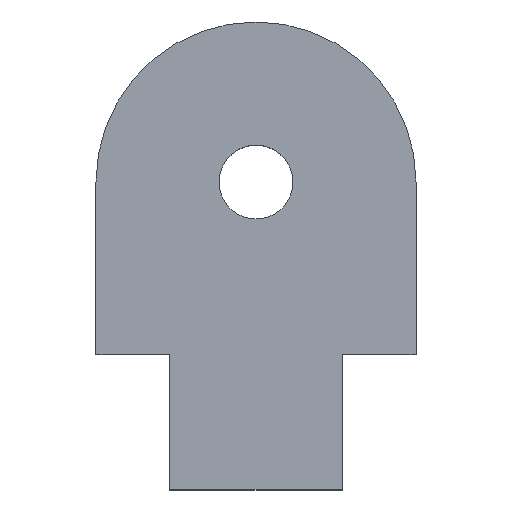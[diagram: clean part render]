
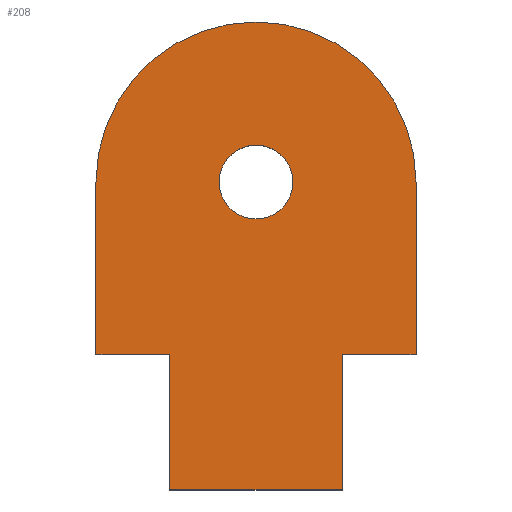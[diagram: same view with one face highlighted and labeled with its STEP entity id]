
A CAD part, top view. The second image highlights one B-rep face of the part: STEP entity #208.
In plain terms, the highlighted planar face has unit normal (0, 0, 1).
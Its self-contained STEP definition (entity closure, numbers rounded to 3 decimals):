
#23=PLANE('',#225);
#27=LINE('',#299,#49);
#30=LINE('',#305,#52);
#33=LINE('',#311,#55);
#36=LINE('',#317,#58);
#39=LINE('',#323,#61);
#42=LINE('',#329,#64);
#45=LINE('',#333,#67);
#49=VECTOR('',#245,7.);
#52=VECTOR('',#250,3.);
#55=VECTOR('',#255,5.5);
#58=VECTOR('',#260,7.);
#61=VECTOR('',#265,5.5);
#64=VECTOR('',#270,3.);
#67=VECTOR('',#275,7.);
#70=FACE_BOUND('',#95,.T.);
#81=FACE_OUTER_BOUND('',#94,.T.);
#94=EDGE_LOOP('',(#187,#188,#189,#190,#191,#192,#193,#194));
#95=EDGE_LOOP('',(#195));
#96=CIRCLE('',#212,1.5);
#99=CIRCLE('',#216,6.5);
#100=VERTEX_POINT('',#282);
#104=VERTEX_POINT('',#290);
#105=VERTEX_POINT('',#292);
#107=VERTEX_POINT('',#298);
#109=VERTEX_POINT('',#304);
#111=VERTEX_POINT('',#310);
#113=VERTEX_POINT('',#316);
#115=VERTEX_POINT('',#322);
#117=VERTEX_POINT('',#328);
#118=EDGE_CURVE('',#100,#100,#96,.T.);
#122=EDGE_CURVE('',#105,#104,#99,.T.);
#125=EDGE_CURVE('',#107,#105,#27,.T.);
#128=EDGE_CURVE('',#109,#107,#30,.T.);
#131=EDGE_CURVE('',#111,#109,#33,.T.);
#134=EDGE_CURVE('',#113,#111,#36,.T.);
#137=EDGE_CURVE('',#115,#113,#39,.T.);
#140=EDGE_CURVE('',#117,#115,#42,.T.);
#143=EDGE_CURVE('',#104,#117,#45,.T.);
#187=ORIENTED_EDGE('',*,*,#143,.T.);
#188=ORIENTED_EDGE('',*,*,#140,.T.);
#189=ORIENTED_EDGE('',*,*,#137,.T.);
#190=ORIENTED_EDGE('',*,*,#134,.T.);
#191=ORIENTED_EDGE('',*,*,#131,.T.);
#192=ORIENTED_EDGE('',*,*,#128,.T.);
#193=ORIENTED_EDGE('',*,*,#125,.T.);
#194=ORIENTED_EDGE('',*,*,#122,.T.);
#195=ORIENTED_EDGE('',*,*,#118,.T.);
#208=ADVANCED_FACE('',(#81,#70),#23,.T.);
#212=AXIS2_PLACEMENT_3D('',#283,#230,#231);
#216=AXIS2_PLACEMENT_3D('',#293,#239,#240);
#225=AXIS2_PLACEMENT_3D('',#335,#278,#279);
#230=DIRECTION('center_axis',(0.,0.,-1.));
#231=DIRECTION('ref_axis',(-1.,0.,0.));
#239=DIRECTION('center_axis',(0.,0.,1.));
#240=DIRECTION('ref_axis',(-1.,0.,0.));
#245=DIRECTION('',(0.,1.,0.));
#250=DIRECTION('',(1.,0.,0.));
#255=DIRECTION('',(0.,1.,0.));
#260=DIRECTION('',(1.,0.,0.));
#265=DIRECTION('',(0.,-1.,0.));
#270=DIRECTION('',(1.,0.,0.));
#275=DIRECTION('',(0.,-1.,0.));
#278=DIRECTION('center_axis',(0.,0.,1.));
#279=DIRECTION('ref_axis',(1.,0.,0.));
#282=CARTESIAN_POINT('',(8.,7.,3.));
#283=CARTESIAN_POINT('Origin',(6.5,7.,3.));
#290=CARTESIAN_POINT('',(0.,7.,3.));
#292=CARTESIAN_POINT('',(13.,7.,3.));
#293=CARTESIAN_POINT('Origin',(6.5,7.,3.));
#298=CARTESIAN_POINT('',(13.,0.,3.));
#299=CARTESIAN_POINT('',(13.,7.,3.));
#304=CARTESIAN_POINT('',(10.,0.,3.));
#305=CARTESIAN_POINT('',(13.,0.,3.));
#310=CARTESIAN_POINT('',(10.,-5.5,3.));
#311=CARTESIAN_POINT('',(10.,0.,3.));
#316=CARTESIAN_POINT('',(3.,-5.5,3.));
#317=CARTESIAN_POINT('',(10.,-5.5,3.));
#322=CARTESIAN_POINT('',(3.,0.,3.));
#323=CARTESIAN_POINT('',(3.,-5.5,3.));
#328=CARTESIAN_POINT('',(0.,0.,3.));
#329=CARTESIAN_POINT('',(3.,0.,3.));
#333=CARTESIAN_POINT('',(0.,0.,3.));
#335=CARTESIAN_POINT('Origin',(6.5,2.829,3.));
